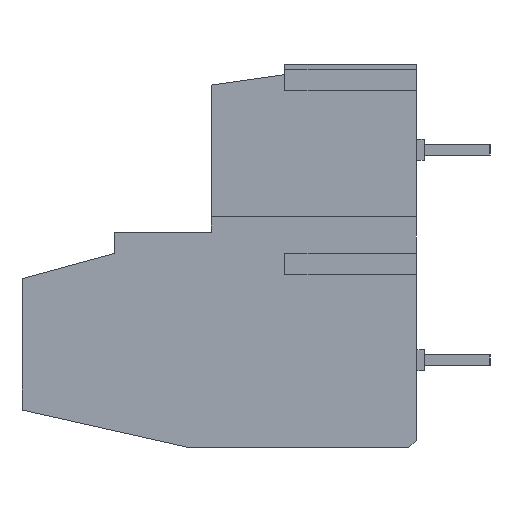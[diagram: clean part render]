
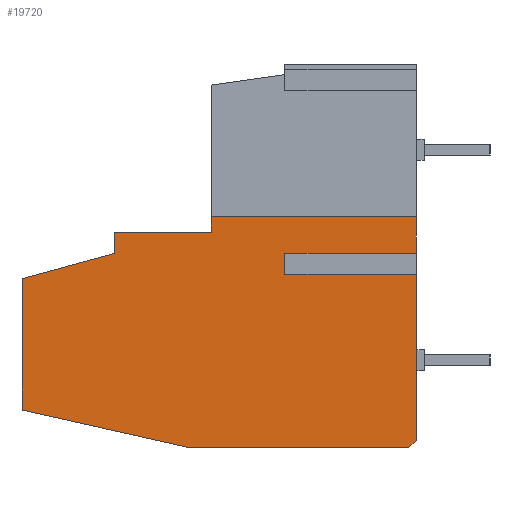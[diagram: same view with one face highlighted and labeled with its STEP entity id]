
A CAD part, left-side view. The second image highlights one B-rep face of the part: STEP entity #19720.
In plain terms, the highlighted planar face has unit normal (-1, 0, 0).
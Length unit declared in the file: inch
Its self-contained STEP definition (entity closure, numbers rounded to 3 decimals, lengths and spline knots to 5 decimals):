
#1=DIRECTION('',(0.,1.,0.));
#2=VECTOR('',#1,0.25);
#3=CARTESIAN_POINT('',(-2.,0.,0.37));
#4=LINE('',#3,#2);
#5=DIRECTION('',(0.,0.,-1.));
#6=VECTOR('',#5,0.04);
#7=CARTESIAN_POINT('',(-2.,0.25,0.37));
#8=LINE('',#7,#6);
#9=DIRECTION('',(0.,1.,0.));
#10=VECTOR('',#9,0.25);
#11=CARTESIAN_POINT('',(-2.,0.,0.33));
#12=LINE('',#11,#10);
#13=DIRECTION('',(0.,-0.707,0.707));
#14=VECTOR('',#13,0.02121);
#15=CARTESIAN_POINT('',(-2.,0.015,0.));
#16=LINE('',#15,#14);
#17=DIRECTION('',(0.,1.,0.));
#18=VECTOR('',#17,0.415);
#19=CARTESIAN_POINT('',(-2.,0.015,0.));
#20=LINE('',#19,#18);
#21=DIRECTION('',(0.,0.976,0.22));
#22=VECTOR('',#21,0.328);
#23=CARTESIAN_POINT('',(-2.,0.43,0.));
#24=LINE('',#23,#22);
#25=DIRECTION('',(0.,0.,1.));
#26=VECTOR('',#25,0.25);
#27=CARTESIAN_POINT('',(-2.,0.75,0.072));
#28=LINE('',#27,#26);
#29=DIRECTION('',(0.,-0.964,0.265));
#30=VECTOR('',#29,0.18146);
#31=CARTESIAN_POINT('',(-2.,0.75,0.322));
#32=LINE('',#31,#30);
#33=DIRECTION('',(0.,0.,1.));
#34=VECTOR('',#33,0.04);
#35=CARTESIAN_POINT('',(-2.,0.575,0.37));
#36=LINE('',#35,#34);
#37=DIRECTION('',(0.,-1.,0.));
#38=VECTOR('',#37,0.185);
#39=CARTESIAN_POINT('',(-2.,0.575,0.41));
#40=LINE('',#39,#38);
#41=DIRECTION('',(0.,0.,-1.));
#42=VECTOR('',#41,0.03);
#43=CARTESIAN_POINT('',(-2.,0.39,0.44));
#44=LINE('',#43,#42);
#45=DIRECTION('',(0.,1.,0.));
#46=VECTOR('',#45,0.39);
#47=CARTESIAN_POINT('',(-2.,0.,0.44));
#48=LINE('',#47,#46);
#405=DIRECTION('',(0.,0.,1.));
#406=VECTOR('',#405,0.315);
#407=CARTESIAN_POINT('',(-2.,0.,0.015));
#408=LINE('',#407,#406);
#413=DIRECTION('',(0.,0.,1.));
#414=VECTOR('',#413,0.07);
#415=CARTESIAN_POINT('',(-2.,0.,0.37));
#416=LINE('',#415,#414);
#15205=CARTESIAN_POINT('',(-2.,0.43,0.));
#15206=CARTESIAN_POINT('',(-2.,0.75,0.072));
#15207=VERTEX_POINT('',#15205);
#15208=VERTEX_POINT('',#15206);
#15209=CARTESIAN_POINT('',(-2.,0.75,0.322));
#15210=VERTEX_POINT('',#15209);
#15217=CARTESIAN_POINT('',(-2.,0.575,0.37));
#15218=VERTEX_POINT('',#15217);
#15219=CARTESIAN_POINT('',(-2.,0.575,0.41));
#15220=VERTEX_POINT('',#15219);
#15623=CARTESIAN_POINT('',(-2.,0.015,0.));
#15624=CARTESIAN_POINT('',(-2.,0.,0.015));
#15625=VERTEX_POINT('',#15623);
#15626=VERTEX_POINT('',#15624);
#15713=CARTESIAN_POINT('',(-2.,0.,0.37));
#15714=CARTESIAN_POINT('',(-2.,0.25,0.37));
#15715=VERTEX_POINT('',#15713);
#15716=VERTEX_POINT('',#15714);
#15717=CARTESIAN_POINT('',(-2.,0.25,0.33));
#15718=VERTEX_POINT('',#15717);
#15719=CARTESIAN_POINT('',(-2.,0.,0.33));
#15720=VERTEX_POINT('',#15719);
#15741=CARTESIAN_POINT('',(-2.,0.39,0.41));
#15743=VERTEX_POINT('',#15741);
#15785=CARTESIAN_POINT('',(-2.,0.,0.44));
#15786=CARTESIAN_POINT('',(-2.,0.39,0.44));
#15787=VERTEX_POINT('',#15785);
#15788=VERTEX_POINT('',#15786);
#19685=CARTESIAN_POINT('',(-2.,0.,0.));
#19686=DIRECTION('',(1.,0.,0.));
#19687=DIRECTION('',(0.,0.,-1.));
#19688=AXIS2_PLACEMENT_3D('',#19685,#19686,#19687);
#19689=PLANE('',#19688);
#19691=ORIENTED_EDGE('',*,*,#19690,.T.);
#19693=ORIENTED_EDGE('',*,*,#19692,.T.);
#19695=ORIENTED_EDGE('',*,*,#19694,.F.);
#19697=ORIENTED_EDGE('',*,*,#19696,.F.);
#19699=ORIENTED_EDGE('',*,*,#19698,.F.);
#19701=ORIENTED_EDGE('',*,*,#19700,.T.);
#19703=ORIENTED_EDGE('',*,*,#19702,.T.);
#19705=ORIENTED_EDGE('',*,*,#19704,.T.);
#19707=ORIENTED_EDGE('',*,*,#19706,.T.);
#19709=ORIENTED_EDGE('',*,*,#19708,.T.);
#19711=ORIENTED_EDGE('',*,*,#19710,.T.);
#19713=ORIENTED_EDGE('',*,*,#19712,.F.);
#19715=ORIENTED_EDGE('',*,*,#19714,.F.);
#19717=ORIENTED_EDGE('',*,*,#19716,.F.);
#19718=EDGE_LOOP('',(#19691,#19693,#19695,#19697,#19699,#19701,#19703,#19705,
#19707,#19709,#19711,#19713,#19715,#19717));
#19719=FACE_OUTER_BOUND('',#19718,.F.);
#19720=ADVANCED_FACE('',(#19719),#19689,.F.);
#19690=EDGE_CURVE('',#15715,#15716,#4,.T.);
#19692=EDGE_CURVE('',#15716,#15718,#8,.T.);
#19694=EDGE_CURVE('',#15720,#15718,#12,.T.);
#19696=EDGE_CURVE('',#15626,#15720,#408,.T.);
#19698=EDGE_CURVE('',#15625,#15626,#16,.T.);
#19700=EDGE_CURVE('',#15625,#15207,#20,.T.);
#19702=EDGE_CURVE('',#15207,#15208,#24,.T.);
#19704=EDGE_CURVE('',#15208,#15210,#28,.T.);
#19706=EDGE_CURVE('',#15210,#15218,#32,.T.);
#19708=EDGE_CURVE('',#15218,#15220,#36,.T.);
#19710=EDGE_CURVE('',#15220,#15743,#40,.T.);
#19712=EDGE_CURVE('',#15788,#15743,#44,.T.);
#19714=EDGE_CURVE('',#15787,#15788,#48,.T.);
#19716=EDGE_CURVE('',#15715,#15787,#416,.T.);
